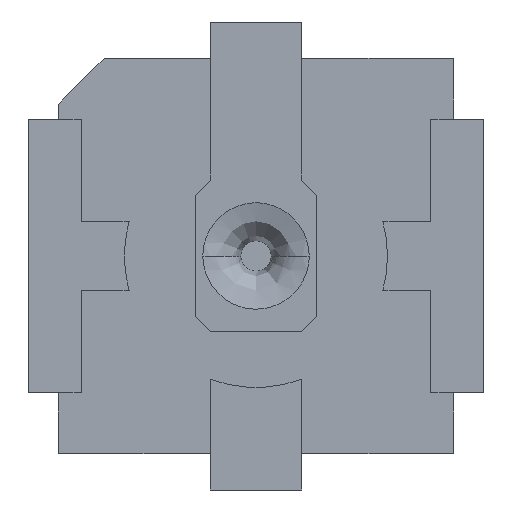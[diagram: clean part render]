
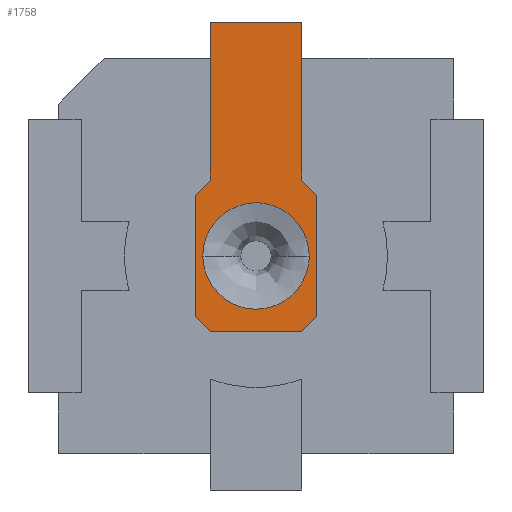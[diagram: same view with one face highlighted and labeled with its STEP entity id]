
A CAD part, front view. The second image highlights one B-rep face of the part: STEP entity #1758.
In plain terms, the highlighted face is planar.
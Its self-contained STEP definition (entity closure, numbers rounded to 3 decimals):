
#4 = LINE ( 'NONE', #1221, #3211 ) ;
#36 = VECTOR ( 'NONE', #1068, 1000. ) ;
#53 = VECTOR ( 'NONE', #2766, 1000. ) ;
#95 = CARTESIAN_POINT ( 'NONE',  ( -0.205, -0.35, -1.29 ) ) ;
#178 = EDGE_CURVE ( 'NONE', #2238, #367, #2076, .T. ) ;
#181 = DIRECTION ( 'NONE',  ( 0., 1., 0. ) ) ;
#219 = LINE ( 'NONE', #3586, #53 ) ;
#230 = VECTOR ( 'NONE', #2988, 1000. ) ;
#234 = CARTESIAN_POINT ( 'NONE',  ( -0.35, 0.7, -1.29 ) ) ;
#297 =( BOUNDED_CURVE ( )  B_SPLINE_CURVE ( 3, ( #1830, #1281, #3554, #3251, #95, #681, #2660 ),
 .UNSPECIFIED., .F., .T. ) 
 B_SPLINE_CURVE_WITH_KNOTS ( ( 4, 3, 4 ),
 ( 0., 0.5, 1. ),
 .UNSPECIFIED. ) 
 CURVE ( )  GEOMETRIC_REPRESENTATION_ITEM ( )  RATIONAL_B_SPLINE_CURVE ( ( 1., 0.805, 0.805, 1., 0.805, 0.805, 1. ) ) 
 REPRESENTATION_ITEM ( '' )  );
#367 = VERTEX_POINT ( 'NONE', #1523 ) ;
#385 = ORIENTED_EDGE ( 'NONE', *, *, #1694, .T. ) ;
#452 = EDGE_CURVE ( 'NONE', #2817, #2238, #1563, .T. ) ;
#453 = CARTESIAN_POINT ( 'NONE',  ( 0.4, -0.4, -1.29 ) ) ;
#477 = CARTESIAN_POINT ( 'NONE',  ( -0.3, 0.5, -1.29 ) ) ;
#504 = EDGE_CURVE ( 'NONE', #2411, #3070, #2289, .T. ) ;
#630 = ORIENTED_EDGE ( 'NONE', *, *, #2850, .T. ) ;
#668 = LINE ( 'NONE', #2765, #36 ) ;
#681 = CARTESIAN_POINT ( 'NONE',  ( -0.35, -0.205, -1.29 ) ) ;
#693 = CARTESIAN_POINT ( 'NONE',  ( -0.3, -1.3, -1.29 ) ) ;
#756 = VECTOR ( 'NONE', #2285, 1000. ) ;
#800 = CARTESIAN_POINT ( 'NONE',  ( 0.35, 0., -1.29 ) ) ;
#810 = CARTESIAN_POINT ( 'NONE',  ( -0.4, 0.5, -1.29 ) ) ;
#812 = VERTEX_POINT ( 'NONE', #453 ) ;
#888 = EDGE_CURVE ( 'NONE', #924, #2035, #2064, .T. ) ;
#908 = VECTOR ( 'NONE', #1325, 1000. ) ;
#924 = VERTEX_POINT ( 'NONE', #1849 ) ;
#927 = EDGE_CURVE ( 'NONE', #2168, #2035, #1127, .T. ) ;
#937 = VECTOR ( 'NONE', #2446, 1000. ) ;
#977 = EDGE_LOOP ( 'NONE', ( #1818, #1080 ) ) ;
#1020 = ORIENTED_EDGE ( 'NONE', *, *, #178, .T. ) ;
#1031 = CARTESIAN_POINT ( 'NONE',  ( 0.3, 0.5, -1.29 ) ) ;
#1041 = CARTESIAN_POINT ( 'NONE',  ( -0.4, 0.4, -1.29 ) ) ;
#1065 = VERTEX_POINT ( 'NONE', #3106 ) ;
#1068 = DIRECTION ( 'NONE',  ( 0., 1., 0. ) ) ;
#1080 = ORIENTED_EDGE ( 'NONE', *, *, #504, .F. ) ;
#1093 = DIRECTION ( 'NONE',  ( 0., 0., 1. ) ) ;
#1107 = CARTESIAN_POINT ( 'NONE',  ( -0.4, -0.4, -1.29 ) ) ;
#1127 = LINE ( 'NONE', #3022, #2371 ) ;
#1141 = EDGE_LOOP ( 'NONE', ( #1810, #2395, #2975, #1982, #1020, #2848, #385, #2692, #3219, #2870, #1180, #630 ) ) ;
#1180 = ORIENTED_EDGE ( 'NONE', *, *, #1482, .F. ) ;
#1221 = CARTESIAN_POINT ( 'NONE',  ( -0.3, -1.3, -1.29 ) ) ;
#1222 = VECTOR ( 'NONE', #181, 1000. ) ;
#1249 = VERTEX_POINT ( 'NONE', #2037 ) ;
#1250 = FACE_BOUND ( 'NONE', #977, .T. ) ;
#1281 = CARTESIAN_POINT ( 'NONE',  ( 0.35, -0.205, -1.29 ) ) ;
#1293 = VECTOR ( 'NONE', #3368, 1000. ) ;
#1300 = EDGE_CURVE ( 'NONE', #3070, #2411, #297, .T. ) ;
#1305 = VERTEX_POINT ( 'NONE', #693 ) ;
#1306 = AXIS2_PLACEMENT_3D ( 'NONE', #810, #1093, #2797 ) ;
#1325 = DIRECTION ( 'NONE',  ( 0., -1., 0. ) ) ;
#1470 = CARTESIAN_POINT ( 'NONE',  ( 0.3, -0.5, -1.29 ) ) ;
#1482 = EDGE_CURVE ( 'NONE', #1305, #3341, #4, .T. ) ;
#1523 = CARTESIAN_POINT ( 'NONE',  ( 0.4, 0.4, -1.29 ) ) ;
#1563 = LINE ( 'NONE', #1031, #230 ) ;
#1694 = EDGE_CURVE ( 'NONE', #812, #2168, #219, .T. ) ;
#1711 = EDGE_CURVE ( 'NONE', #367, #812, #1729, .T. ) ;
#1729 = LINE ( 'NONE', #2779, #908 ) ;
#1758 = ADVANCED_FACE ( 'NONE', ( #1250, #1819 ), #3097, .F. ) ;
#1767 = EDGE_CURVE ( 'NONE', #1065, #1249, #1957, .T. ) ;
#1810 = ORIENTED_EDGE ( 'NONE', *, *, #1767, .T. ) ;
#1818 = ORIENTED_EDGE ( 'NONE', *, *, #1300, .F. ) ;
#1819 = FACE_OUTER_BOUND ( 'NONE', #1141, .T. ) ;
#1830 = CARTESIAN_POINT ( 'NONE',  ( 0.35, 0., -1.29 ) ) ;
#1847 = CARTESIAN_POINT ( 'NONE',  ( -0.3, -0.5, -1.29 ) ) ;
#1849 = CARTESIAN_POINT ( 'NONE',  ( 0.3, -1.54, -1.29 ) ) ;
#1920 = CARTESIAN_POINT ( 'NONE',  ( -0.3, -1.54, -1.29 ) ) ;
#1931 = EDGE_CURVE ( 'NONE', #3341, #924, #3030, .T. ) ;
#1934 = CARTESIAN_POINT ( 'NONE',  ( 0.35, 0.7, -1.29 ) ) ;
#1946 = CARTESIAN_POINT ( 'NONE',  ( -0.35, 0., -1.29 ) ) ;
#1957 = LINE ( 'NONE', #1107, #1293 ) ;
#1981 = VECTOR ( 'NONE', #2311, 1000. ) ;
#1982 = ORIENTED_EDGE ( 'NONE', *, *, #452, .T. ) ;
#2001 = CARTESIAN_POINT ( 'NONE',  ( -0.3, 0.5, -1.29 ) ) ;
#2035 = VERTEX_POINT ( 'NONE', #3063 ) ;
#2037 = CARTESIAN_POINT ( 'NONE',  ( -0.4, -0.4, -1.29 ) ) ;
#2053 = VERTEX_POINT ( 'NONE', #1041 ) ;
#2064 = LINE ( 'NONE', #2992, #1222 ) ;
#2076 = LINE ( 'NONE', #2620, #1981 ) ;
#2168 = VERTEX_POINT ( 'NONE', #1470 ) ;
#2238 = VERTEX_POINT ( 'NONE', #2896 ) ;
#2285 = DIRECTION ( 'NONE',  ( 0.707, 0.707, 0. ) ) ;
#2289 =( BOUNDED_CURVE ( )  B_SPLINE_CURVE ( 3, ( #1946, #234, #1934, #800 ),
 .UNSPECIFIED., .F., .F. ) 
 B_SPLINE_CURVE_WITH_KNOTS ( ( 4, 4 ),
 ( 0., 1. ),
 .UNSPECIFIED. ) 
 CURVE ( )  GEOMETRIC_REPRESENTATION_ITEM ( )  RATIONAL_B_SPLINE_CURVE ( ( 1., 0.333, 0.333, 1. ) ) 
 REPRESENTATION_ITEM ( '' )  );
#2311 = DIRECTION ( 'NONE',  ( 0.707, -0.707, 0. ) ) ;
#2371 = VECTOR ( 'NONE', #2724, 1000. ) ;
#2395 = ORIENTED_EDGE ( 'NONE', *, *, #3619, .T. ) ;
#2411 = VERTEX_POINT ( 'NONE', #3312 ) ;
#2446 = DIRECTION ( 'NONE',  ( 0., 1., 0. ) ) ;
#2552 = EDGE_CURVE ( 'NONE', #2053, #2817, #3366, .T. ) ;
#2620 = CARTESIAN_POINT ( 'NONE',  ( 0.4, 0.4, -1.29 ) ) ;
#2660 = CARTESIAN_POINT ( 'NONE',  ( -0.35, 0., -1.29 ) ) ;
#2692 = ORIENTED_EDGE ( 'NONE', *, *, #927, .T. ) ;
#2705 = LINE ( 'NONE', #1847, #937 ) ;
#2724 = DIRECTION ( 'NONE',  ( 0., -1., 0. ) ) ;
#2765 = CARTESIAN_POINT ( 'NONE',  ( -0.4, 0.4, -1.29 ) ) ;
#2766 = DIRECTION ( 'NONE',  ( -0.707, -0.707, 0. ) ) ;
#2779 = CARTESIAN_POINT ( 'NONE',  ( 0.4, -0.4, -1.29 ) ) ;
#2797 = DIRECTION ( 'NONE',  ( 1., 0., 0. ) ) ;
#2817 = VERTEX_POINT ( 'NONE', #477 ) ;
#2848 = ORIENTED_EDGE ( 'NONE', *, *, #1711, .T. ) ;
#2850 = EDGE_CURVE ( 'NONE', #1305, #1065, #2705, .T. ) ;
#2870 = ORIENTED_EDGE ( 'NONE', *, *, #1931, .F. ) ;
#2896 = CARTESIAN_POINT ( 'NONE',  ( 0.3, 0.5, -1.29 ) ) ;
#2897 = DIRECTION ( 'NONE',  ( 0., -1., 0. ) ) ;
#2943 = VECTOR ( 'NONE', #3616, 1000. ) ;
#2975 = ORIENTED_EDGE ( 'NONE', *, *, #2552, .T. ) ;
#2988 = DIRECTION ( 'NONE',  ( 1., 0., 0. ) ) ;
#2992 = CARTESIAN_POINT ( 'NONE',  ( 0.3, -1.54, -1.29 ) ) ;
#3022 = CARTESIAN_POINT ( 'NONE',  ( 0.3, -1.3, -1.29 ) ) ;
#3030 = LINE ( 'NONE', #3348, #2943 ) ;
#3063 = CARTESIAN_POINT ( 'NONE',  ( 0.3, -1.3, -1.29 ) ) ;
#3067 = CARTESIAN_POINT ( 'NONE',  ( 0.35, 0., -1.29 ) ) ;
#3070 = VERTEX_POINT ( 'NONE', #3067 ) ;
#3097 = PLANE ( 'NONE',  #1306 ) ;
#3106 = CARTESIAN_POINT ( 'NONE',  ( -0.3, -0.5, -1.29 ) ) ;
#3211 = VECTOR ( 'NONE', #2897, 1000. ) ;
#3219 = ORIENTED_EDGE ( 'NONE', *, *, #888, .F. ) ;
#3251 = CARTESIAN_POINT ( 'NONE',  ( 0., -0.35, -1.29 ) ) ;
#3312 = CARTESIAN_POINT ( 'NONE',  ( -0.35, 0., -1.29 ) ) ;
#3341 = VERTEX_POINT ( 'NONE', #1920 ) ;
#3348 = CARTESIAN_POINT ( 'NONE',  ( -0.4, -1.54, -1.29 ) ) ;
#3366 = LINE ( 'NONE', #2001, #756 ) ;
#3368 = DIRECTION ( 'NONE',  ( -0.707, 0.707, 0. ) ) ;
#3554 = CARTESIAN_POINT ( 'NONE',  ( 0.205, -0.35, -1.29 ) ) ;
#3586 = CARTESIAN_POINT ( 'NONE',  ( 0.3, -0.5, -1.29 ) ) ;
#3616 = DIRECTION ( 'NONE',  ( 1., 0., 0. ) ) ;
#3619 = EDGE_CURVE ( 'NONE', #1249, #2053, #668, .T. ) ;
